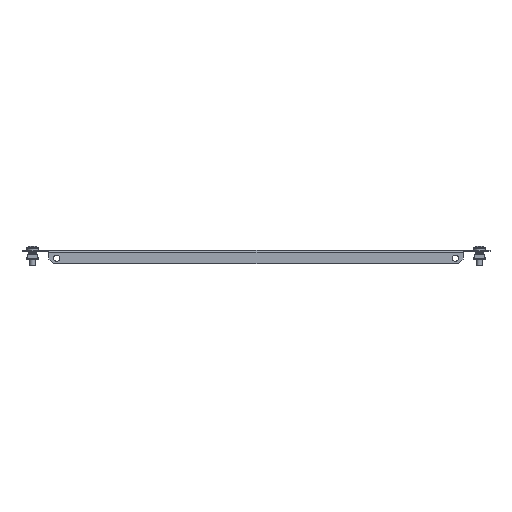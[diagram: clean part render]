
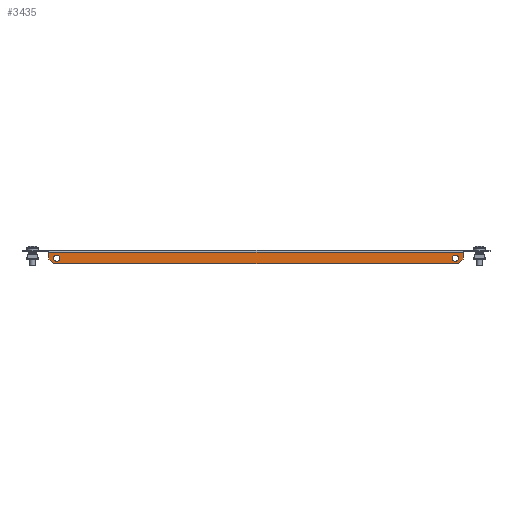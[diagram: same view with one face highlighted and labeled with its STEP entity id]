
A CAD part, front view. The second image highlights one B-rep face of the part: STEP entity #3435.
In plain terms, the highlighted planar face has unit normal (0, -1, 0).
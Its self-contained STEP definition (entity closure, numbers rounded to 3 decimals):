
#90 = DIRECTION ( 'NONE',  ( 1., 0., 0. ) ) ;
#134 = AXIS2_PLACEMENT_3D ( 'NONE', #5207, #7708, #6233 ) ;
#139 = AXIS2_PLACEMENT_3D ( 'NONE', #1490, #2744, #864 ) ;
#255 = CARTESIAN_POINT ( 'NONE',  ( 215., -99.5, -9. ) ) ;
#338 = ORIENTED_EDGE ( 'NONE', *, *, #7800, .T. ) ;
#519 = EDGE_CURVE ( 'NONE', #3847, #2857, #1947, .T. ) ;
#545 = VECTOR ( 'NONE', #3672, 1000. ) ;
#799 = CIRCLE ( 'NONE', #7472, 3.25 ) ;
#864 = DIRECTION ( 'NONE',  ( 0., 0., 1. ) ) ;
#1011 = ORIENTED_EDGE ( 'NONE', *, *, #1984, .T. ) ;
#1023 = ORIENTED_EDGE ( 'NONE', *, *, #2247, .T. ) ;
#1064 = CIRCLE ( 'NONE', #134, 3.25 ) ;
#1098 = VECTOR ( 'NONE', #3329, 1000. ) ;
#1116 = CARTESIAN_POINT ( 'NONE',  ( 210., -99.5, -14. ) ) ;
#1150 = VERTEX_POINT ( 'NONE', #7760 ) ;
#1193 = CARTESIAN_POINT ( 'NONE',  ( 207., -99.5, -11.25 ) ) ;
#1355 = FACE_OUTER_BOUND ( 'NONE', #2145, .T. ) ;
#1490 = CARTESIAN_POINT ( 'NONE',  ( -207., -99.5, -8. ) ) ;
#1720 = ORIENTED_EDGE ( 'NONE', *, *, #519, .T. ) ;
#1947 = LINE ( 'NONE', #3999, #5407 ) ;
#1984 = EDGE_CURVE ( 'NONE', #6814, #2002, #4291, .T. ) ;
#1987 = VERTEX_POINT ( 'NONE', #5562 ) ;
#2002 = VERTEX_POINT ( 'NONE', #3798 ) ;
#2044 = ORIENTED_EDGE ( 'NONE', *, *, #5300, .F. ) ;
#2082 = CARTESIAN_POINT ( 'NONE',  ( -215., -99.5, -2. ) ) ;
#2145 = EDGE_LOOP ( 'NONE', ( #1720, #3480, #1023, #338, #1011, #7753 ) ) ;
#2247 = EDGE_CURVE ( 'NONE', #7303, #1150, #7441, .T. ) ;
#2573 = CARTESIAN_POINT ( 'NONE',  ( -207., -99.5, -4.75 ) ) ;
#2614 = DIRECTION ( 'NONE',  ( 0., -1., 0. ) ) ;
#2744 = DIRECTION ( 'NONE',  ( 0., 1., 0. ) ) ;
#2754 = CARTESIAN_POINT ( 'NONE',  ( 112., -99.5, -112. ) ) ;
#2857 = VERTEX_POINT ( 'NONE', #1116 ) ;
#2970 = DIRECTION ( 'NONE',  ( 0., 0., 1. ) ) ;
#3130 = FACE_BOUND ( 'NONE', #8007, .T. ) ;
#3329 = DIRECTION ( 'NONE',  ( -1., 0., 0. ) ) ;
#3375 = EDGE_CURVE ( 'NONE', #2002, #3847, #3923, .T. ) ;
#3390 = CIRCLE ( 'NONE', #4415, 3.25 ) ;
#3433 = VECTOR ( 'NONE', #3887, 1000. ) ;
#3435 = ADVANCED_FACE ( 'NONE', ( #3799, #3130, #1355 ), #5815, .T. ) ;
#3480 = ORIENTED_EDGE ( 'NONE', *, *, #3984, .T. ) ;
#3514 = EDGE_LOOP ( 'NONE', ( #2044, #6457 ) ) ;
#3553 = CARTESIAN_POINT ( 'NONE',  ( 207., -99.5, -4.75 ) ) ;
#3672 = DIRECTION ( 'NONE',  ( 0., 0., -1. ) ) ;
#3798 = CARTESIAN_POINT ( 'NONE',  ( -215., -99.5, -9. ) ) ;
#3799 = FACE_BOUND ( 'NONE', #3514, .T. ) ;
#3847 = VERTEX_POINT ( 'NONE', #4720 ) ;
#3887 = DIRECTION ( 'NONE',  ( 0.707, 0., -0.707 ) ) ;
#3900 = EDGE_CURVE ( 'NONE', #6663, #1987, #799, .T. ) ;
#3923 = LINE ( 'NONE', #6910, #3433 ) ;
#3984 = EDGE_CURVE ( 'NONE', #2857, #7303, #4599, .T. ) ;
#3999 = CARTESIAN_POINT ( 'NONE',  ( 0., -99.5, -14. ) ) ;
#4114 = DIRECTION ( 'NONE',  ( 0., 0., 1. ) ) ;
#4161 = CARTESIAN_POINT ( 'NONE',  ( 215., -99.5, 0. ) ) ;
#4231 = EDGE_CURVE ( 'NONE', #1987, #6663, #5507, .T. ) ;
#4291 = LINE ( 'NONE', #6789, #545 ) ;
#4415 = AXIS2_PLACEMENT_3D ( 'NONE', #7458, #5529, #4955 ) ;
#4454 = VECTOR ( 'NONE', #7885, 1000. ) ;
#4599 = LINE ( 'NONE', #2754, #4454 ) ;
#4641 = LINE ( 'NONE', #5334, #1098 ) ;
#4720 = CARTESIAN_POINT ( 'NONE',  ( -210., -99.5, -14. ) ) ;
#4800 = VERTEX_POINT ( 'NONE', #3553 ) ;
#4955 = DIRECTION ( 'NONE',  ( 0., 0., 1. ) ) ;
#5095 = ORIENTED_EDGE ( 'NONE', *, *, #3900, .T. ) ;
#5109 = CARTESIAN_POINT ( 'NONE',  ( 0., -99.5, 0. ) ) ;
#5207 = CARTESIAN_POINT ( 'NONE',  ( 207., -99.5, -8. ) ) ;
#5300 = EDGE_CURVE ( 'NONE', #4800, #7957, #1064, .T. ) ;
#5334 = CARTESIAN_POINT ( 'NONE',  ( 0., -99.5, -2. ) ) ;
#5405 = ORIENTED_EDGE ( 'NONE', *, *, #4231, .T. ) ;
#5407 = VECTOR ( 'NONE', #90, 1000. ) ;
#5507 = CIRCLE ( 'NONE', #139, 3.25 ) ;
#5529 = DIRECTION ( 'NONE',  ( 0., -1., 0. ) ) ;
#5562 = CARTESIAN_POINT ( 'NONE',  ( -207., -99.5, -11.25 ) ) ;
#5725 = DIRECTION ( 'NONE',  ( 0., 0., 1. ) ) ;
#5815 = PLANE ( 'NONE',  #6965 ) ;
#6165 = EDGE_CURVE ( 'NONE', #7957, #4800, #3390, .T. ) ;
#6233 = DIRECTION ( 'NONE',  ( 0., 0., 1. ) ) ;
#6432 = VECTOR ( 'NONE', #2970, 1000. ) ;
#6457 = ORIENTED_EDGE ( 'NONE', *, *, #6165, .F. ) ;
#6663 = VERTEX_POINT ( 'NONE', #2573 ) ;
#6789 = CARTESIAN_POINT ( 'NONE',  ( -215., -99.5, 0. ) ) ;
#6814 = VERTEX_POINT ( 'NONE', #2082 ) ;
#6910 = CARTESIAN_POINT ( 'NONE',  ( -112., -99.5, -112. ) ) ;
#6965 = AXIS2_PLACEMENT_3D ( 'NONE', #5109, #2614, #5725 ) ;
#7107 = DIRECTION ( 'NONE',  ( 0., 1., 0. ) ) ;
#7303 = VERTEX_POINT ( 'NONE', #255 ) ;
#7441 = LINE ( 'NONE', #4161, #6432 ) ;
#7458 = CARTESIAN_POINT ( 'NONE',  ( 207., -99.5, -8. ) ) ;
#7472 = AXIS2_PLACEMENT_3D ( 'NONE', #7762, #7107, #4114 ) ;
#7708 = DIRECTION ( 'NONE',  ( 0., -1., 0. ) ) ;
#7753 = ORIENTED_EDGE ( 'NONE', *, *, #3375, .T. ) ;
#7760 = CARTESIAN_POINT ( 'NONE',  ( 215., -99.5, -2. ) ) ;
#7762 = CARTESIAN_POINT ( 'NONE',  ( -207., -99.5, -8. ) ) ;
#7800 = EDGE_CURVE ( 'NONE', #1150, #6814, #4641, .T. ) ;
#7885 = DIRECTION ( 'NONE',  ( 0.707, 0., 0.707 ) ) ;
#7957 = VERTEX_POINT ( 'NONE', #1193 ) ;
#8007 = EDGE_LOOP ( 'NONE', ( #5095, #5405 ) ) ;
